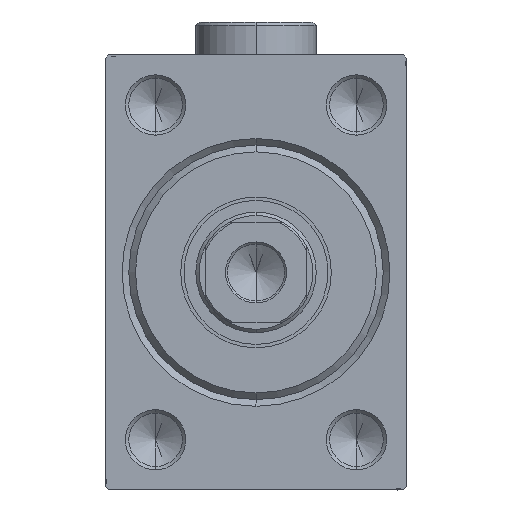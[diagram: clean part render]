
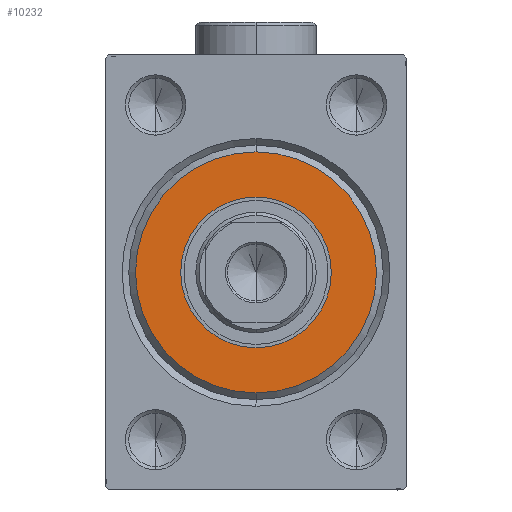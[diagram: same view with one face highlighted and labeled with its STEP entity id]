
A CAD part, left-side view. The second image highlights one B-rep face of the part: STEP entity #10232.
In plain terms, the highlighted face is planar.
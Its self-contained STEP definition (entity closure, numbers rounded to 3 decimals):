
#2002 = EDGE_LOOP ( 'NONE', ( #10894, #34374 ) ) ;
#2682 = CIRCLE ( 'NONE', #32114, 11.25 ) ;
#4158 = EDGE_LOOP ( 'NONE', ( #38680, #17579 ) ) ;
#4771 = EDGE_CURVE ( 'NONE', #23328, #22974, #31014, .T. ) ;
#5817 = DIRECTION ( 'NONE',  ( 1., 0., 0. ) ) ;
#6651 = DIRECTION ( 'NONE',  ( 0., 0., -1. ) ) ;
#10232 = ADVANCED_FACE ( 'NONE', ( #40799, #30193 ), #23717, .T. ) ;
#10894 = ORIENTED_EDGE ( 'NONE', *, *, #21298, .F. ) ;
#11777 = CARTESIAN_POINT ( 'NONE',  ( 3., 0., 0. ) ) ;
#12361 = CARTESIAN_POINT ( 'NONE',  ( 3., 0., 0. ) ) ;
#12739 = CARTESIAN_POINT ( 'NONE',  ( 3., 0., 0. ) ) ;
#12965 = DIRECTION ( 'NONE',  ( 0., 0., -1. ) ) ;
#13223 = CARTESIAN_POINT ( 'NONE',  ( 3., 0., 18. ) ) ;
#13451 = VERTEX_POINT ( 'NONE', #33725 ) ;
#13473 = AXIS2_PLACEMENT_3D ( 'NONE', #33884, #20479, #6651 ) ;
#17544 = DIRECTION ( 'NONE',  ( 0., 0., -1. ) ) ;
#17579 = ORIENTED_EDGE ( 'NONE', *, *, #34852, .T. ) ;
#18667 = VERTEX_POINT ( 'NONE', #18672 ) ;
#18672 = CARTESIAN_POINT ( 'NONE',  ( 3., 0., 11.25 ) ) ;
#19024 = DIRECTION ( 'NONE',  ( 1., 0., 0. ) ) ;
#20479 = DIRECTION ( 'NONE',  ( 1., 0., 0. ) ) ;
#21016 = AXIS2_PLACEMENT_3D ( 'NONE', #11777, #22826, #36895 ) ;
#21258 = CIRCLE ( 'NONE', #44857, 18. ) ;
#21298 = EDGE_CURVE ( 'NONE', #13451, #18667, #40915, .T. ) ;
#21973 = EDGE_CURVE ( 'NONE', #18667, #13451, #2682, .T. ) ;
#22826 = DIRECTION ( 'NONE',  ( 1., 0., 0. ) ) ;
#22974 = VERTEX_POINT ( 'NONE', #41171 ) ;
#23328 = VERTEX_POINT ( 'NONE', #13223 ) ;
#23717 = PLANE ( 'NONE',  #13473 ) ;
#26410 = DIRECTION ( 'NONE',  ( 0., 0., -1. ) ) ;
#30193 = FACE_BOUND ( 'NONE', #2002, .T. ) ;
#30194 = AXIS2_PLACEMENT_3D ( 'NONE', #12739, #5817, #12965 ) ;
#31014 = CIRCLE ( 'NONE', #30194, 18. ) ;
#32114 = AXIS2_PLACEMENT_3D ( 'NONE', #12361, #19024, #26410 ) ;
#33725 = CARTESIAN_POINT ( 'NONE',  ( 3., 0., -11.25 ) ) ;
#33884 = CARTESIAN_POINT ( 'NONE',  ( 3., 0., 0. ) ) ;
#34374 = ORIENTED_EDGE ( 'NONE', *, *, #21973, .F. ) ;
#34852 = EDGE_CURVE ( 'NONE', #22974, #23328, #21258, .T. ) ;
#36895 = DIRECTION ( 'NONE',  ( 0., 0., -1. ) ) ;
#38680 = ORIENTED_EDGE ( 'NONE', *, *, #4771, .T. ) ;
#40799 = FACE_OUTER_BOUND ( 'NONE', #4158, .T. ) ;
#40915 = CIRCLE ( 'NONE', #21016, 11.25 ) ;
#41171 = CARTESIAN_POINT ( 'NONE',  ( 3., 0., -18. ) ) ;
#41987 = DIRECTION ( 'NONE',  ( 1., 0., 0. ) ) ;
#44857 = AXIS2_PLACEMENT_3D ( 'NONE', #45219, #41987, #17544 ) ;
#45219 = CARTESIAN_POINT ( 'NONE',  ( 3., 0., 0. ) ) ;
